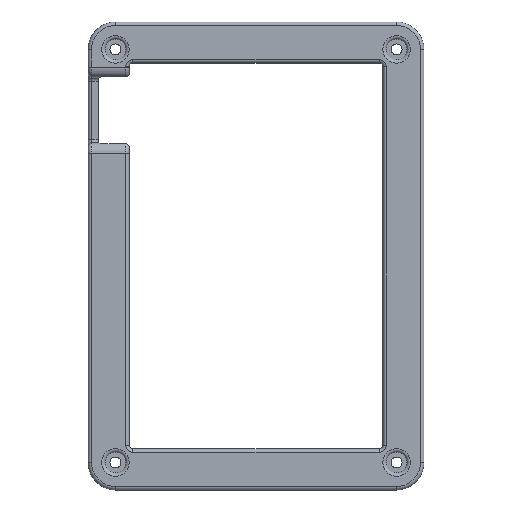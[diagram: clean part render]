
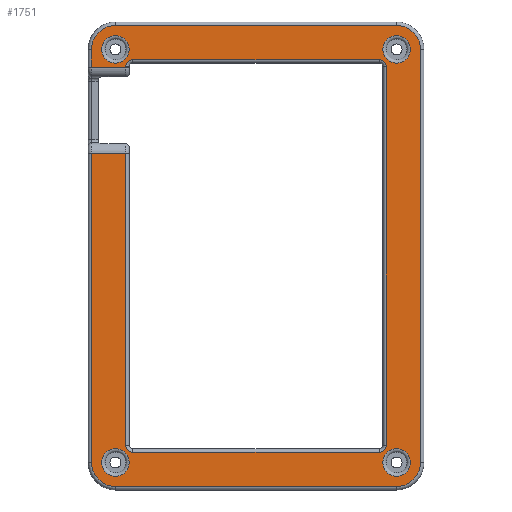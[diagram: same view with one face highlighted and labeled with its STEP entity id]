
A CAD part, top view. The second image highlights one B-rep face of the part: STEP entity #1751.
In plain terms, the highlighted planar face has unit normal (0, 0, 1).
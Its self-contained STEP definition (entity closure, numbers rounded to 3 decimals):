
#18=FACE_BOUND('',#485,.T.);
#19=FACE_BOUND('',#486,.T.);
#20=FACE_BOUND('',#487,.T.);
#21=FACE_BOUND('',#488,.T.);
#39=PLANE('',#1971);
#96=LINE('',#2991,#197);
#97=LINE('',#2999,#198);
#98=LINE('',#3007,#199);
#99=LINE('',#3018,#200);
#103=LINE('',#3054,#204);
#109=LINE('',#3068,#210);
#112=LINE('',#3084,#213);
#113=LINE('',#3086,#214);
#114=LINE('',#3090,#215);
#115=LINE('',#3094,#216);
#116=LINE('',#3098,#217);
#117=LINE('',#3101,#218);
#197=VECTOR('',#2341,10.);
#198=VECTOR('',#2352,10.);
#199=VECTOR('',#2363,10.);
#200=VECTOR('',#2376,10.);
#204=VECTOR('',#2420,10.);
#210=VECTOR('',#2440,10.);
#213=VECTOR('',#2461,10.);
#214=VECTOR('',#2462,10.);
#215=VECTOR('',#2465,10.);
#216=VECTOR('',#2468,10.);
#217=VECTOR('',#2471,10.);
#218=VECTOR('',#2474,10.);
#369=FACE_OUTER_BOUND('',#484,.T.);
#484=EDGE_LOOP('',(#1397,#1398,#1399,#1400,#1401,#1402,#1403,#1404,#1405,
#1406,#1407,#1408,#1409,#1410,#1411,#1412,#1413,#1414,#1415,#1416));
#485=EDGE_LOOP('',(#1417));
#486=EDGE_LOOP('',(#1418));
#487=EDGE_LOOP('',(#1419));
#488=EDGE_LOOP('',(#1420));
#611=CIRCLE('',#1922,7.);
#614=CIRCLE('',#1927,7.);
#617=CIRCLE('',#1932,7.);
#634=CIRCLE('',#1957,7.);
#637=CIRCLE('',#1967,4.);
#641=CIRCLE('',#1972,2.);
#642=CIRCLE('',#1973,2.);
#643=CIRCLE('',#1974,2.);
#644=CIRCLE('',#1975,2.);
#645=CIRCLE('',#1976,4.);
#646=CIRCLE('',#1977,4.);
#647=CIRCLE('',#1978,4.);
#778=VERTEX_POINT('',#2985);
#780=VERTEX_POINT('',#2989);
#781=VERTEX_POINT('',#2993);
#782=VERTEX_POINT('',#2997);
#783=VERTEX_POINT('',#3001);
#784=VERTEX_POINT('',#3005);
#786=VERTEX_POINT('',#3010);
#788=VERTEX_POINT('',#3016);
#798=VERTEX_POINT('',#3046);
#800=VERTEX_POINT('',#3052);
#801=VERTEX_POINT('',#3067);
#802=VERTEX_POINT('',#3075);
#805=VERTEX_POINT('',#3083);
#806=VERTEX_POINT('',#3085);
#807=VERTEX_POINT('',#3087);
#808=VERTEX_POINT('',#3089);
#809=VERTEX_POINT('',#3091);
#810=VERTEX_POINT('',#3093);
#811=VERTEX_POINT('',#3095);
#812=VERTEX_POINT('',#3097);
#813=VERTEX_POINT('',#3099);
#814=VERTEX_POINT('',#3102);
#815=VERTEX_POINT('',#3104);
#816=VERTEX_POINT('',#3106);
#975=EDGE_CURVE('',#780,#778,#96,.T.);
#977=EDGE_CURVE('',#781,#780,#611,.T.);
#979=EDGE_CURVE('',#782,#781,#97,.T.);
#981=EDGE_CURVE('',#783,#782,#614,.T.);
#983=EDGE_CURVE('',#784,#783,#98,.T.);
#985=EDGE_CURVE('',#786,#784,#617,.T.);
#988=EDGE_CURVE('',#788,#786,#99,.T.);
#1006=EDGE_CURVE('',#800,#798,#103,.T.);
#1008=EDGE_CURVE('',#778,#800,#634,.T.);
#1014=EDGE_CURVE('',#798,#801,#109,.T.);
#1018=EDGE_CURVE('',#802,#802,#637,.T.);
#1022=EDGE_CURVE('',#788,#805,#112,.T.);
#1023=EDGE_CURVE('',#806,#805,#113,.T.);
#1024=EDGE_CURVE('',#807,#806,#641,.T.);
#1025=EDGE_CURVE('',#808,#807,#114,.T.);
#1026=EDGE_CURVE('',#809,#808,#642,.T.);
#1027=EDGE_CURVE('',#810,#809,#115,.T.);
#1028=EDGE_CURVE('',#811,#810,#643,.T.);
#1029=EDGE_CURVE('',#812,#811,#116,.T.);
#1030=EDGE_CURVE('',#813,#812,#644,.T.);
#1031=EDGE_CURVE('',#801,#813,#117,.T.);
#1032=EDGE_CURVE('',#814,#814,#645,.T.);
#1033=EDGE_CURVE('',#815,#815,#646,.T.);
#1034=EDGE_CURVE('',#816,#816,#647,.T.);
#1397=ORIENTED_EDGE('',*,*,#988,.F.);
#1398=ORIENTED_EDGE('',*,*,#1022,.T.);
#1399=ORIENTED_EDGE('',*,*,#1023,.F.);
#1400=ORIENTED_EDGE('',*,*,#1024,.F.);
#1401=ORIENTED_EDGE('',*,*,#1025,.F.);
#1402=ORIENTED_EDGE('',*,*,#1026,.F.);
#1403=ORIENTED_EDGE('',*,*,#1027,.F.);
#1404=ORIENTED_EDGE('',*,*,#1028,.F.);
#1405=ORIENTED_EDGE('',*,*,#1029,.F.);
#1406=ORIENTED_EDGE('',*,*,#1030,.F.);
#1407=ORIENTED_EDGE('',*,*,#1031,.F.);
#1408=ORIENTED_EDGE('',*,*,#1014,.F.);
#1409=ORIENTED_EDGE('',*,*,#1006,.F.);
#1410=ORIENTED_EDGE('',*,*,#1008,.F.);
#1411=ORIENTED_EDGE('',*,*,#975,.F.);
#1412=ORIENTED_EDGE('',*,*,#977,.F.);
#1413=ORIENTED_EDGE('',*,*,#979,.F.);
#1414=ORIENTED_EDGE('',*,*,#981,.F.);
#1415=ORIENTED_EDGE('',*,*,#983,.F.);
#1416=ORIENTED_EDGE('',*,*,#985,.F.);
#1417=ORIENTED_EDGE('',*,*,#1032,.F.);
#1418=ORIENTED_EDGE('',*,*,#1033,.F.);
#1419=ORIENTED_EDGE('',*,*,#1034,.F.);
#1420=ORIENTED_EDGE('',*,*,#1018,.F.);
#1751=ADVANCED_FACE('',(#369,#18,#19,#20,#21),#39,.T.);
#1922=AXIS2_PLACEMENT_3D('',#2995,#2346,#2347);
#1927=AXIS2_PLACEMENT_3D('',#3003,#2357,#2358);
#1932=AXIS2_PLACEMENT_3D('',#3012,#2368,#2369);
#1957=AXIS2_PLACEMENT_3D('',#3057,#2424,#2425);
#1967=AXIS2_PLACEMENT_3D('',#3076,#2451,#2452);
#1971=AXIS2_PLACEMENT_3D('',#3082,#2459,#2460);
#1972=AXIS2_PLACEMENT_3D('',#3088,#2463,#2464);
#1973=AXIS2_PLACEMENT_3D('',#3092,#2466,#2467);
#1974=AXIS2_PLACEMENT_3D('',#3096,#2469,#2470);
#1975=AXIS2_PLACEMENT_3D('',#3100,#2472,#2473);
#1976=AXIS2_PLACEMENT_3D('',#3103,#2475,#2476);
#1977=AXIS2_PLACEMENT_3D('',#3105,#2477,#2478);
#1978=AXIS2_PLACEMENT_3D('',#3107,#2479,#2480);
#2341=DIRECTION('',(-1.,0.,0.));
#2346=DIRECTION('center_axis',(0.,0.,-1.));
#2347=DIRECTION('ref_axis',(0.707,-0.707,0.));
#2352=DIRECTION('',(0.,-1.,0.));
#2357=DIRECTION('center_axis',(0.,0.,-1.));
#2358=DIRECTION('ref_axis',(0.707,0.707,0.));
#2363=DIRECTION('',(1.,0.,0.));
#2368=DIRECTION('center_axis',(0.,0.,-1.));
#2369=DIRECTION('ref_axis',(-0.707,0.707,0.));
#2376=DIRECTION('',(0.,1.,0.));
#2420=DIRECTION('',(0.,1.,0.));
#2424=DIRECTION('center_axis',(0.,0.,-1.));
#2425=DIRECTION('ref_axis',(-0.707,-0.707,0.));
#2440=DIRECTION('',(1.,0.,0.));
#2451=DIRECTION('center_axis',(0.,0.,1.));
#2452=DIRECTION('ref_axis',(1.,0.,0.));
#2459=DIRECTION('center_axis',(0.,0.,1.));
#2460=DIRECTION('ref_axis',(1.,0.,0.));
#2461=DIRECTION('',(1.,0.,0.));
#2462=DIRECTION('',(0.,-1.,0.));
#2463=DIRECTION('center_axis',(0.,0.,1.));
#2464=DIRECTION('ref_axis',(-0.707,0.707,0.));
#2465=DIRECTION('',(-1.,0.,0.));
#2466=DIRECTION('center_axis',(0.,0.,1.));
#2467=DIRECTION('ref_axis',(0.707,0.707,0.));
#2468=DIRECTION('',(0.,1.,0.));
#2469=DIRECTION('center_axis',(0.,0.,1.));
#2470=DIRECTION('ref_axis',(0.707,-0.707,0.));
#2471=DIRECTION('',(1.,0.,0.));
#2472=DIRECTION('center_axis',(0.,0.,1.));
#2473=DIRECTION('ref_axis',(-0.707,-0.707,0.));
#2474=DIRECTION('',(0.,-1.,0.));
#2475=DIRECTION('center_axis',(0.,0.,1.));
#2476=DIRECTION('ref_axis',(1.,0.,0.));
#2477=DIRECTION('center_axis',(0.,0.,1.));
#2478=DIRECTION('ref_axis',(1.,0.,0.));
#2479=DIRECTION('center_axis',(0.,0.,1.));
#2480=DIRECTION('ref_axis',(1.,0.,0.));
#2985=CARTESIAN_POINT('',(50.,-177.5,6.71));
#2989=CARTESIAN_POINT('',(132.,-177.5,6.71));
#2991=CARTESIAN_POINT('',(70.5,-177.5,6.71));
#2993=CARTESIAN_POINT('',(139.,-170.5,6.71));
#2995=CARTESIAN_POINT('Origin',(132.,-170.5,6.71));
#2997=CARTESIAN_POINT('',(139.,-50.,6.71));
#2999=CARTESIAN_POINT('',(139.,-140.375,6.71));
#3001=CARTESIAN_POINT('',(132.,-43.,6.71));
#3003=CARTESIAN_POINT('Origin',(132.,-50.,6.71));
#3005=CARTESIAN_POINT('',(50.,-43.,6.71));
#3007=CARTESIAN_POINT('',(111.5,-43.,6.71));
#3010=CARTESIAN_POINT('',(43.,-50.,6.71));
#3012=CARTESIAN_POINT('Origin',(50.,-50.,6.71));
#3016=CARTESIAN_POINT('',(43.,-55.25,6.71));
#3018=CARTESIAN_POINT('',(43.,-80.125,6.71));
#3046=CARTESIAN_POINT('',(43.,-80.25,6.71));
#3052=CARTESIAN_POINT('',(43.,-170.5,6.71));
#3054=CARTESIAN_POINT('',(43.,-80.125,6.71));
#3057=CARTESIAN_POINT('Origin',(50.,-170.5,6.71));
#3067=CARTESIAN_POINT('',(53.,-80.25,6.71));
#3068=CARTESIAN_POINT('',(54.,-80.25,6.71));
#3075=CARTESIAN_POINT('',(136.,-50.,6.71));
#3076=CARTESIAN_POINT('Origin',(132.,-50.,6.71));
#3082=CARTESIAN_POINT('Origin',(91.,-110.25,6.71));
#3083=CARTESIAN_POINT('',(53.,-55.25,6.71));
#3084=CARTESIAN_POINT('',(54.,-55.25,6.71));
#3085=CARTESIAN_POINT('',(53.,-55.,6.71));
#3086=CARTESIAN_POINT('',(53.,-137.875,6.71));
#3087=CARTESIAN_POINT('',(55.,-53.,6.71));
#3088=CARTESIAN_POINT('Origin',(55.,-55.,6.71));
#3089=CARTESIAN_POINT('',(127.,-53.,6.71));
#3090=CARTESIAN_POINT('',(73.,-53.,6.71));
#3091=CARTESIAN_POINT('',(129.,-55.,6.71));
#3092=CARTESIAN_POINT('Origin',(127.,-55.,6.71));
#3093=CARTESIAN_POINT('',(129.,-165.5,6.71));
#3094=CARTESIAN_POINT('',(129.,-82.625,6.71));
#3095=CARTESIAN_POINT('',(127.,-167.5,6.71));
#3096=CARTESIAN_POINT('Origin',(127.,-165.5,6.71));
#3097=CARTESIAN_POINT('',(55.,-167.5,6.71));
#3098=CARTESIAN_POINT('',(109.,-167.5,6.71));
#3099=CARTESIAN_POINT('',(53.,-165.5,6.71));
#3100=CARTESIAN_POINT('Origin',(55.,-165.5,6.71));
#3101=CARTESIAN_POINT('',(53.,-137.875,6.71));
#3102=CARTESIAN_POINT('',(54.,-50.,6.71));
#3103=CARTESIAN_POINT('Origin',(50.,-50.,6.71));
#3104=CARTESIAN_POINT('',(54.,-170.5,6.71));
#3105=CARTESIAN_POINT('Origin',(50.,-170.5,6.71));
#3106=CARTESIAN_POINT('',(136.,-170.5,6.71));
#3107=CARTESIAN_POINT('Origin',(132.,-170.5,6.71));
